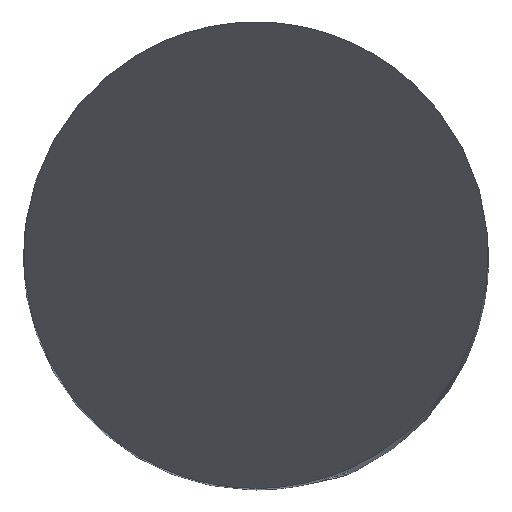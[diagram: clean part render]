
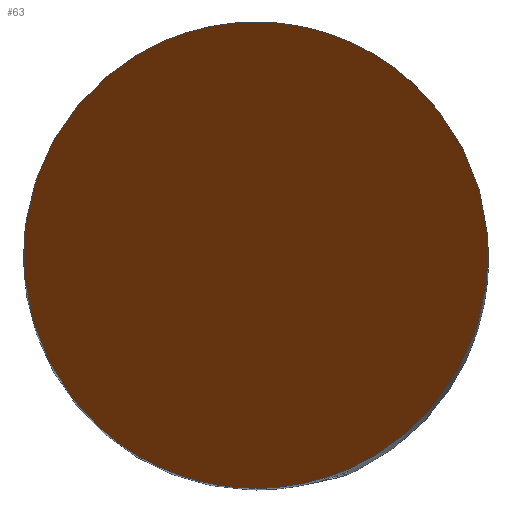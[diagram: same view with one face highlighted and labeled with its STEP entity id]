
A CAD part, top view. The second image highlights one B-rep face of the part: STEP entity #63.
In plain terms, the highlighted planar face has unit normal (0, -0.866, 0.5).
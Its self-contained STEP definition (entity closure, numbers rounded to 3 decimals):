
#51=PLANE('',#561);
#63=ADVANCED_FACE('',(#101),#51,.F.);
#101=FACE_OUTER_BOUND('',#130,.T.);
#130=EDGE_LOOP('',(#254,#255));
#254=ORIENTED_EDGE('',*,*,#445,.F.);
#255=ORIENTED_EDGE('',*,*,#439,.F.);
#392=VERTEX_POINT('',#717);
#393=VERTEX_POINT('',#718);
#439=EDGE_CURVE('',#392,#393,#520,.T.);
#445=EDGE_CURVE('',#393,#392,#521,.T.);
#520=(
BOUNDED_CURVE()
B_SPLINE_CURVE(3,(#713,#714,#715,#716),.UNSPECIFIED.,.F.,.F.)
B_SPLINE_CURVE_WITH_KNOTS((4,4),(0.,1.),.UNSPECIFIED.)
CURVE()
GEOMETRIC_REPRESENTATION_ITEM()
RATIONAL_B_SPLINE_CURVE((1.,0.333,0.333,1.))
REPRESENTATION_ITEM('')
);
#521=(
BOUNDED_CURVE()
B_SPLINE_CURVE(3,(#735,#736,#737,#738),.UNSPECIFIED.,.F.,.F.)
B_SPLINE_CURVE_WITH_KNOTS((4,4),(0.,1.),.UNSPECIFIED.)
CURVE()
GEOMETRIC_REPRESENTATION_ITEM()
RATIONAL_B_SPLINE_CURVE((1.,0.333,0.333,1.))
REPRESENTATION_ITEM('')
);
#561=AXIS2_PLACEMENT_3D('',#739,#606,#607);
#606=DIRECTION('',(0.,0.866,-0.5));
#607=DIRECTION('',(0.,-0.5,-0.866));
#713=CARTESIAN_POINT('',(0.,-3.5,-6.062));
#714=CARTESIAN_POINT('',(-7.,-3.5,-6.062));
#715=CARTESIAN_POINT('',(-7.,3.5,6.062));
#716=CARTESIAN_POINT('',(0.,3.5,6.062));
#717=CARTESIAN_POINT('',(0.,-3.5,-6.062));
#718=CARTESIAN_POINT('',(0.,3.5,6.062));
#735=CARTESIAN_POINT('',(0.,3.5,6.062));
#736=CARTESIAN_POINT('',(7.,3.5,6.062));
#737=CARTESIAN_POINT('',(7.,-3.5,-6.062));
#738=CARTESIAN_POINT('',(0.,-3.5,-6.062));
#739=CARTESIAN_POINT('',(3.5,-3.5,-6.062));
